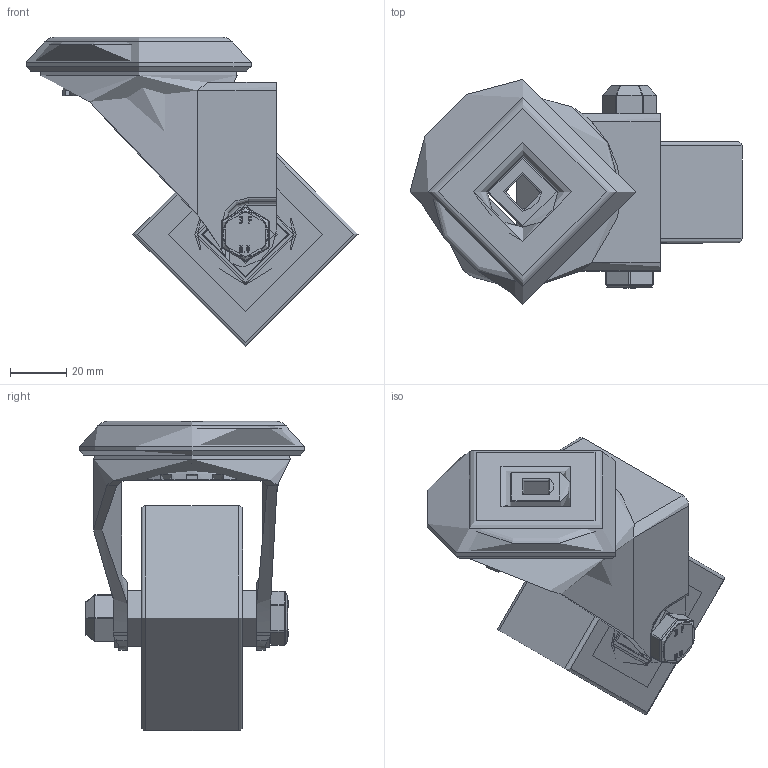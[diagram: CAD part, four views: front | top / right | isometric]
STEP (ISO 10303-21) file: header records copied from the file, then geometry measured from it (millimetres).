
FILE_DESCRIPTION(/* description */ ('','CAx-IF Rec.Pracs.---Representation and Presentation of Product Manufacturing Information (PMI)---4.0---2014-10-13'),/* implementation_level */ '2;1');
FILE_NAME(/* name */ 'BLKH80PTBJBH12.step',/* time_stamp */ '2024-12-19T16:41:55Z',/* author */ (''),/* organization */ (''),/* preprocessor_version */ 'ST-DEVELOPER v20',/* originating_system */ 'Autodesk Translation Framework v13.20.0.188',/* authorisation */ '');
FILE_SCHEMA (('AP242_MANAGED_MODEL_BASED_3D_ENGINEERING_MIM_LF { 1 0 10303 442 1 1 4 }'));
Length unit declared in the file: millimetre
Products named in the file (32): BLKH80PTBJBH12; BLKH80ASBH12 v1; BLACK PAINTED TOP PLATE; Component2; Component3; BLACK PAINTED FORKS; BZH8036WPTBJM15 v1; POLYURETHANE TYRE; CAST IRON RIM; BEARING 6202; Pattern; BEARING 6202 (1); Pattern (1); Component1; METAL; METAL2; MIDDLE; RUBBER; RUBBER2; BEARING SPACER; TH15X5X10 - 3 v1; ZINC PLATED HEADED SPACER; TH15X5X10 - 3 v1 (1); ZINC PLATED HEADED SPACER (1); WM10X21X1BLK v1; BLACK ZINC WASHER; WM10X21X1BLK v1 (1); BLACK ZINC WASHER (1); BOLTM10X65BLK v2; GRADE 8.8 BLACK PAINTED BOLT; NM10STOVERNUT v1; STOVER LOCKING NUT
Assembly tree (51 placements, depth 5):
  BLKH80PTBJBH12
    BLKH80ASBH12 v1
      BLACK PAINTED TOP PLATE
        Component2
        Component3
      BLACK PAINTED FORKS
    BZH8036WPTBJM15 v1
      POLYURETHANE TYRE
      CAST IRON RIM
      BEARING 6202
        METAL
        METAL2
        Pattern
          Component1  x8
        MIDDLE
        RUBBER
        RUBBER2
      BEARING 6202 (1)
        Pattern (1)
          Component1  x8
        METAL
        METAL2
        MIDDLE
        RUBBER
        RUBBER2
      BEARING SPACER
    TH15X5X10 - 3 v1
      ZINC PLATED HEADED SPACER
    TH15X5X10 - 3 v1 (1)
      ZINC PLATED HEADED SPACER (1)
    WM10X21X1BLK v1
      BLACK ZINC WASHER
    WM10X21X1BLK v1 (1)
      BLACK ZINC WASHER (1)
    BOLTM10X65BLK v2
      GRADE 8.8 BLACK PAINTED BOLT
    NM10STOVERNUT v1
      STOVER LOCKING NUT
Bounding box: 118 x 80 x 110 mm (x, y, z)
Volume: 228153.2 mm3; surface area: 106101.3 mm2
Topology: 38 solids, 38 shells, 1065 faces, 2692 edges, 1781 vertices
Faces by surface type: plane 434, bspline 319, cylinder 214, sphere 60, torus 27, cone 11
Full cylindrical faces by diameter (mm): 8.141 x13, 9.85 x15, 10 x2, 10.5 x6, 12.2 x1, 14.75 x2, 15 x3, 15.5 x1, 18 x2, 19 x1, 20 x10, 21 x2, 22.5 x4, 23 x4, 25 x2, 28 x2, 30 x8, 30.5 x4, 31 x8, 32 x3, 35 x4, 54 x1, 55 x2, 64 x1, 70 x1, 77 x1, 80 x2
Entity records: 37707 total; most frequent: CARTESIAN_POINT 20333, ORIENTED_EDGE 3594, DIRECTION 3057, EDGE_CURVE 1797, VERTEX_POINT 1193, AXIS2_PLACEMENT_3D 1118, EDGE_LOOP 852, LINE 821
